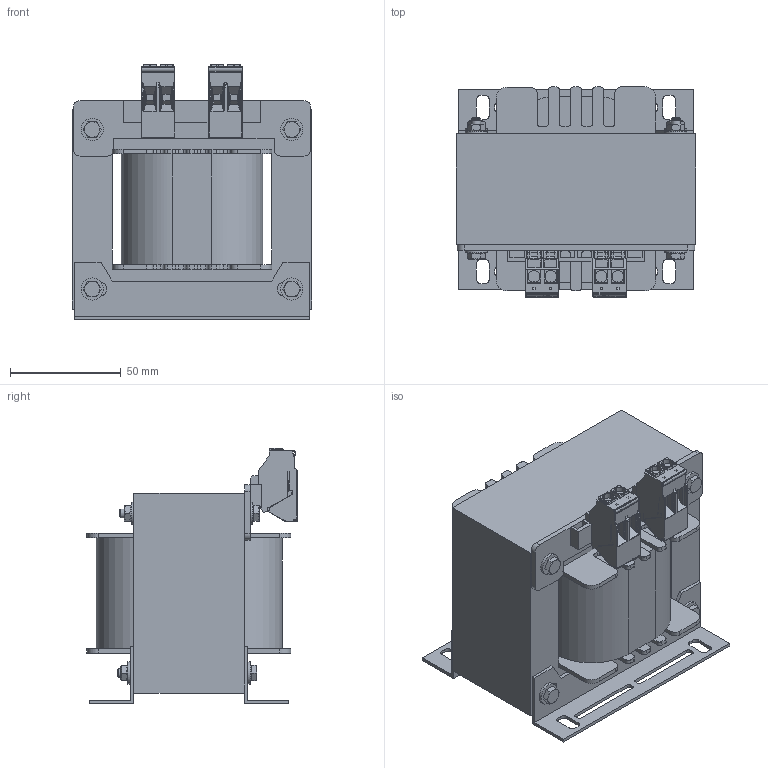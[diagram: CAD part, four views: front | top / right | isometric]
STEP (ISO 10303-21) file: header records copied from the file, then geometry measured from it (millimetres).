
FILE_DESCRIPTION(/* description */ (''),/* implementation_level */ '2;1');
FILE_NAME(/* name */ 'TS001323000.stp',/* time_stamp */ '2022-09-21T07:04:30+02:00',/* author */ ('velazquez'),/* organization */ ('MANUMAG'),/* preprocessor_version */ 'ST-DEVELOPER v19.2',/* originating_system */ 'Autodesk Inventor 2023',/* authorisation */ '');
FILE_SCHEMA (('AUTOMOTIVE_DESIGN { 1 0 10303 214 3 1 1 }'));
Products named in the file (10): TS001323000; EI108 x 90 - 50 (RC36); AF36DIN; centrador M4; EI108; EI 108 X 90 - 50; DIN 933 - M4  x 60; DIN 934 - M4; ficha2faston1223_TKS_4_2; 1223_TKS_4_2 NARANJA
Assembly tree (23 placements, depth 2):
  TS001323000
    EI108 x 90 - 50 (RC36)
    AF36DIN  x2
    centrador M4  x8
    EI108
    EI 108 X 90 - 50
    DIN 933 - M4  x 60  x4
    DIN 934 - M4  x4
    ficha2faston1223_TKS_4_2
    1223_TKS_4_2 NARANJA
Bounding box: 108 x 94.9 x 115.36 mm (x, y, z)
Volume: 587146.2 mm3; surface area: 130541.1 mm2
Topology: 23 solids, 23 shells, 3803 faces, 10570 edges, 6882 vertices
Faces by surface type: plane 3027, cylinder 534, bspline 106, torus 84, cone 48, sphere 4
Full cylindrical faces by diameter (mm): 3.242 x4, 3.621 x4, 4 x12, 4.9 x8, 5.6 x6, 5.9 x4, 10 x8
Entity records: 120447 total; most frequent: CARTESIAN_POINT 24955, ORIENTED_EDGE 20184, DIRECTION 18143, EDGE_CURVE 10092, LINE 8799, VECTOR 8799, VERTEX_POINT 6582, AXIS2_PLACEMENT_3D 4672
